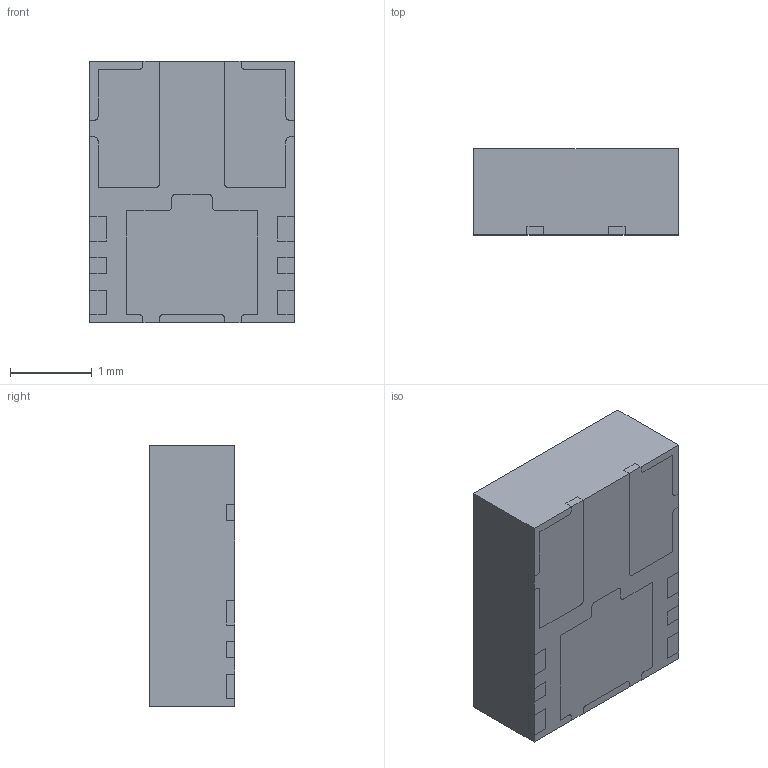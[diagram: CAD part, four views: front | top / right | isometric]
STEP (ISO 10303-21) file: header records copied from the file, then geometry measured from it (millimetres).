
FILE_DESCRIPTION (( 'STEP AP214' ), '1' );
FILE_NAME ('XCL214B123DR.STEP', '2017-11-01T15:13:56', ( '' ), ( '' ), 'SwSTEP 2.0', 'SolidWorks 2017', '' );
FILE_SCHEMA (( 'AUTOMOTIVE_DESIGN' ));
Length unit declared in the file: millimetre
Products named in the file (1): XCL214B123DR
Bounding box: 2.5 x 1.05 x 3.2 mm (x, y, z)
Volume: 8.4 mm3; surface area: 41.2 mm2
Topology: 10 solids, 10 shells, 179 faces, 474 edges, 316 vertices
Faces by surface type: plane 145, cylinder 34
Entity records: 5611 total; most frequent: CARTESIAN_POINT 970, ORIENTED_EDGE 948, DIRECTION 902, EDGE_CURVE 474, VECTOR 406, LINE 406, VERTEX_POINT 316, AXIS2_PLACEMENT_3D 248
